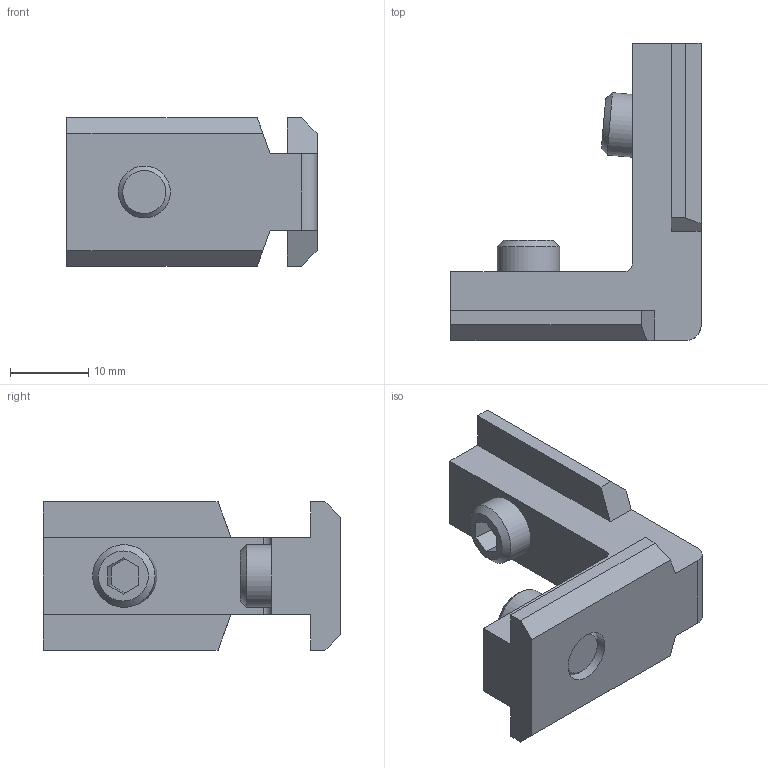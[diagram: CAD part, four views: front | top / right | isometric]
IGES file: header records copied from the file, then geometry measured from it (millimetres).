
Global section: file name: 132684; native system: Autodesk Inventor 2021; preprocessor: unknown; author: aluteckkpl_kk; date: 20240116.174022; units: millimetre
Bounding box: 32 x 38 x 19 mm (x, y, z)
Volume: 7178.6 mm3; surface area: 4424.9 mm2
Topology: 3 solids, 3 shells, 52 faces, 136 edges, 92 vertices
Faces by surface type: bspline 52
